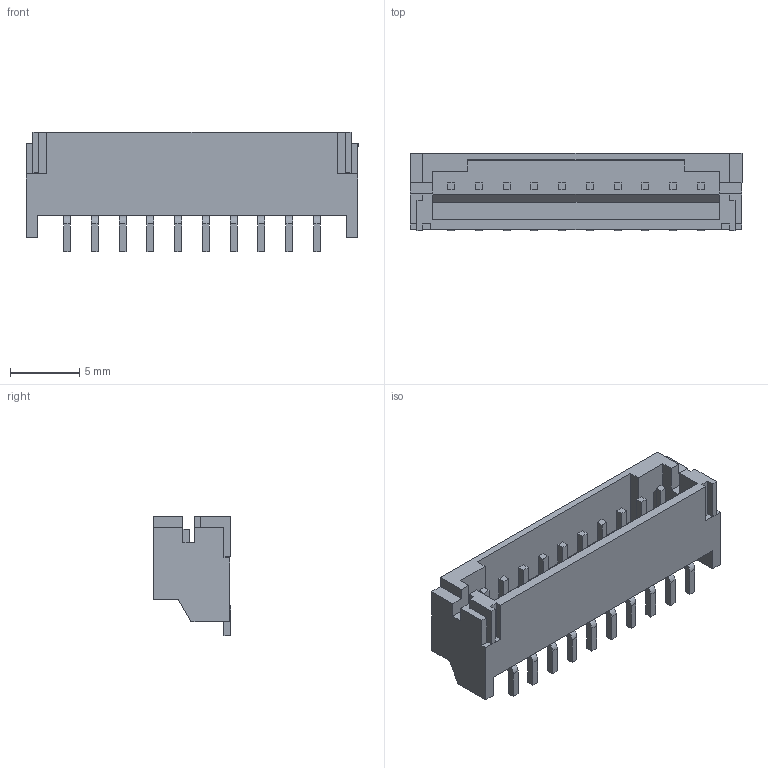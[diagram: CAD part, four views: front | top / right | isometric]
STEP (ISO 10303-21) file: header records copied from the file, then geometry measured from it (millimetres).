
FILE_DESCRIPTION (( 'STEP AP214' ), '1' );
FILE_NAME ('S10B-PH-SM4.STEP', '2010-06-14T04:57:20', ( ' ' ), ( ' ' ), 'SwSTEP 2.0', 'SolidWorks 2005235', '' );
FILE_SCHEMA (( 'AUTOMOTIVE_DESIGN' ));
Length unit declared in the file: millimetre
Products named in the file (1): S10B-PH-SM4
Bounding box: 23.9 x 5.6 x 8.6 mm (x, y, z)
Volume: 416.8 mm3; surface area: 1039.5 mm2
Topology: 1 solids, 1 shells, 200 faces, 544 edges, 362 vertices
Faces by surface type: plane 170, cylinder 30
Entity records: 8463 total; most frequent: CARTESIAN_POINT 1107, ORIENTED_EDGE 1088, DIRECTION 1006, EDGE_CURVE 544, VECTOR 484, LINE 484, VERTEX_POINT 362, AXIS2_PLACEMENT_3D 261
